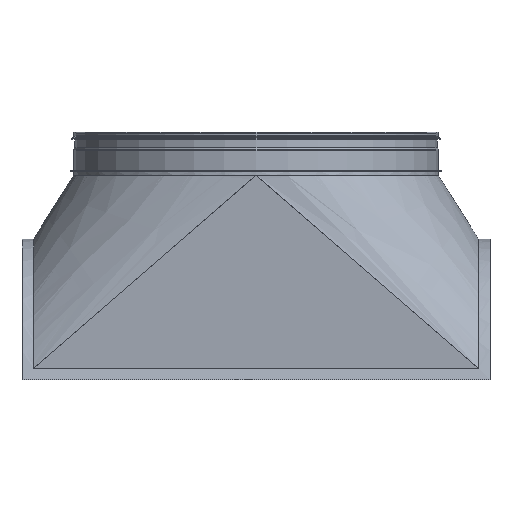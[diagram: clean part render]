
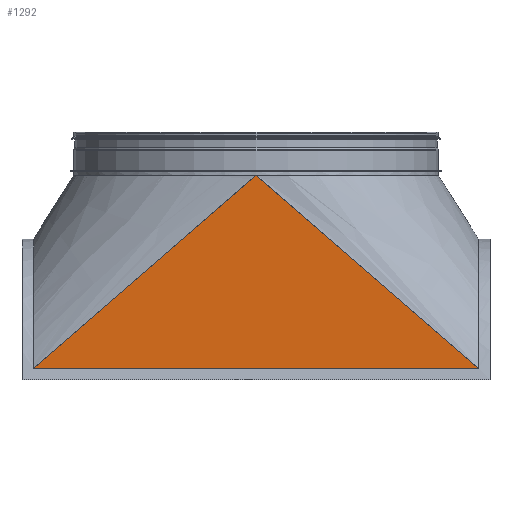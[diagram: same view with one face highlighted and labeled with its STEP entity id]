
A CAD part, front view. The second image highlights one B-rep face of the part: STEP entity #1292.
In plain terms, the highlighted planar face has unit normal (0, -0.999, -0.04).
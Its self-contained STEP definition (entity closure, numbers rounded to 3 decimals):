
#690=CARTESIAN_POINT('',(-487.0,-382.5,116.421));
#691=VERTEX_POINT('',#690);
#794=CARTESIAN_POINT('',(487.0,-382.5,116.421));
#795=VERTEX_POINT('',#794);
#1024=CARTESIAN_POINT('',(-487.5,-382.5,116.421));
#1025=VERTEX_POINT('',#1024);
#1073=CARTESIAN_POINT('',(487.5,-382.5,116.421));
#1074=VERTEX_POINT('',#1073);
#1082=CARTESIAN_POINT('',(487.,-382.5,116.421));
#1083=DIRECTION('',(1.0,0.0,0.0));
#1084=VECTOR('',#1083,0.5);
#1085=LINE('',#1082,#1084);
#1086=EDGE_CURVE('',#795,#1074,#1085,.T.);
#1088=CARTESIAN_POINT('',(-487.0,-382.5,116.421));
#1089=DIRECTION('',(1.0,0.0,0.0));
#1090=VECTOR('',#1089,974.);
#1091=LINE('',#1088,#1090);
#1092=EDGE_CURVE('',#691,#795,#1091,.T.);
#1094=CARTESIAN_POINT('',(-487.5,-382.5,116.421));
#1095=DIRECTION('',(1.0,0.0,0.0));
#1096=VECTOR('',#1095,0.5);
#1097=LINE('',#1094,#1096);
#1098=EDGE_CURVE('',#1025,#691,#1097,.T.);
#1268=CARTESIAN_POINT('',(0.,-387.292,236.788));
#1269=DIRECTION('',(0.,0.999,0.04));
#1270=DIRECTION('',(0.0,-0.04,0.999));
#1271=AXIS2_PLACEMENT_3D('',#1268,#1269,#1270);
#1272=PLANE('',#1271);
#1273=ORIENTED_EDGE('',*,*,#1098,.T.);
#1274=ORIENTED_EDGE('',*,*,#1092,.T.);
#1275=ORIENTED_EDGE('',*,*,#1086,.T.);
#1276=CARTESIAN_POINT('',(0.0,-399.325,539.0));
#1277=VERTEX_POINT('',#1276);
#1278=CARTESIAN_POINT('',(0.0,-399.325,539.0));
#1279=DIRECTION('',(0.755,0.026,-0.655));
#1280=VECTOR('',#1279,645.378);
#1281=LINE('',#1278,#1280);
#1282=EDGE_CURVE('',#1277,#1074,#1281,.T.);
#1283=ORIENTED_EDGE('',*,*,#1282,.F.);
#1284=CARTESIAN_POINT('',(0.0,-399.325,539.0));
#1285=DIRECTION('',(-0.755,0.026,-0.655));
#1286=VECTOR('',#1285,645.378);
#1287=LINE('',#1284,#1286);
#1288=EDGE_CURVE('',#1277,#1025,#1287,.T.);
#1289=ORIENTED_EDGE('',*,*,#1288,.T.);
#1290=EDGE_LOOP('',(#1273,#1274,#1275,#1283,#1289));
#1291=FACE_OUTER_BOUND('',#1290,.T.);
#1292=ADVANCED_FACE('',(#1291),#1272,.F.);
